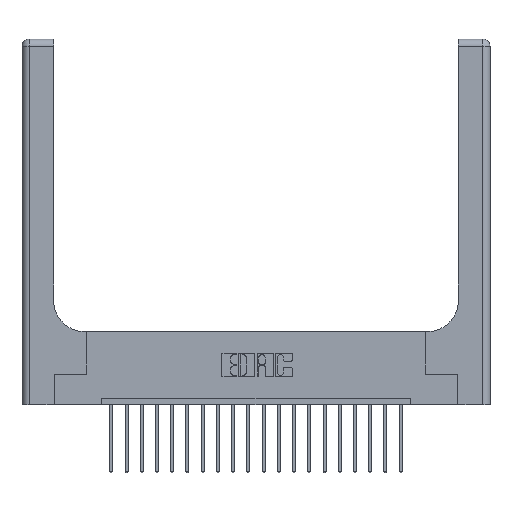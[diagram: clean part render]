
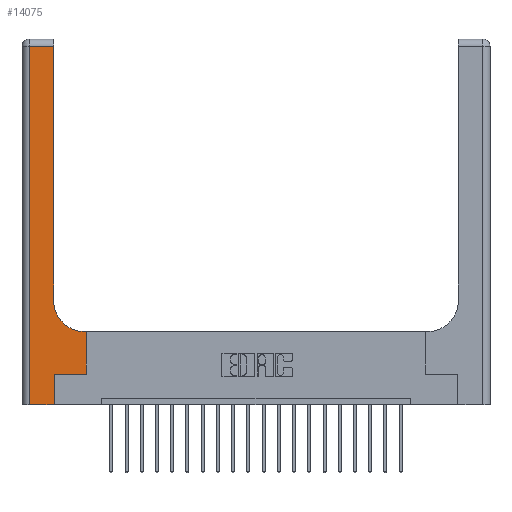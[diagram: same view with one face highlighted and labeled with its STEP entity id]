
A CAD part, top view. The second image highlights one B-rep face of the part: STEP entity #14075.
In plain terms, the highlighted planar face has unit normal (0, 0, 1).
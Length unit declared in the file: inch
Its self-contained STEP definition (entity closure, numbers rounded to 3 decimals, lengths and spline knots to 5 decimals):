
#268 = EDGE_CURVE ( 'NONE', #17171, #8636, #3288, .T. ) ;
#338 = DIRECTION ( 'NONE',  ( 1., 0., 0. ) ) ;
#407 = VECTOR ( 'NONE', #3577, 39.37008 ) ;
#464 = ORIENTED_EDGE ( 'NONE', *, *, #20083, .T. ) ;
#570 = EDGE_LOOP ( 'NONE', ( #1348, #1779, #20164, #4881, #464, #11963, #19920, #14747, #18392 ) ) ;
#634 = PLANE ( 'NONE',  #10340 ) ;
#994 = DIRECTION ( 'NONE',  ( -1., 0., 0. ) ) ;
#1307 = LINE ( 'NONE', #7570, #9271 ) ;
#1348 = ORIENTED_EDGE ( 'NONE', *, *, #4155, .T. ) ;
#1779 = ORIENTED_EDGE ( 'NONE', *, *, #14616, .T. ) ;
#1829 = CARTESIAN_POINT ( 'NONE',  ( 0.06, 2.94, 0.37 ) ) ;
#1969 = CARTESIAN_POINT ( 'NONE',  ( 0.26, 3., 0.37 ) ) ;
#2112 = FACE_OUTER_BOUND ( 'NONE', #570, .T. ) ;
#2202 = AXIS2_PLACEMENT_3D ( 'NONE', #7926, #13128, #14600 ) ;
#2594 = VECTOR ( 'NONE', #5371, 39.37008 ) ;
#3046 = VERTEX_POINT ( 'NONE', #17419 ) ;
#3288 = LINE ( 'NONE', #19445, #7289 ) ;
#3389 = DIRECTION ( 'NONE',  ( 1., 0., 0. ) ) ;
#3577 = DIRECTION ( 'NONE',  ( 0., 1., 0. ) ) ;
#3644 = LINE ( 'NONE', #5029, #16815 ) ;
#3817 = DIRECTION ( 'NONE',  ( -1., 0., 0. ) ) ;
#3930 = LINE ( 'NONE', #20081, #21006 ) ;
#4155 = EDGE_CURVE ( 'NONE', #20634, #15881, #6862, .T. ) ;
#4766 = CARTESIAN_POINT ( 'NONE',  ( 0.528, 0.6, 0.37 ) ) ;
#4881 = ORIENTED_EDGE ( 'NONE', *, *, #17140, .T. ) ;
#4985 = CARTESIAN_POINT ( 'NONE',  ( 0.265, 0.25, 0.37 ) ) ;
#5029 = CARTESIAN_POINT ( 'NONE',  ( 0., 0., 0.37 ) ) ;
#5171 = LINE ( 'NONE', #5274, #407 ) ;
#5274 = CARTESIAN_POINT ( 'NONE',  ( 0.528, 0.25, 0.37 ) ) ;
#5371 = DIRECTION ( 'NONE',  ( 0., 1., 0. ) ) ;
#5413 = DIRECTION ( 'NONE',  ( 0., 0., -1. ) ) ;
#6339 = CARTESIAN_POINT ( 'NONE',  ( 0.26, 2.94, 0.37 ) ) ;
#6862 = LINE ( 'NONE', #1969, #2594 ) ;
#7289 = VECTOR ( 'NONE', #12855, 39.37008 ) ;
#7410 = VERTEX_POINT ( 'NONE', #9396 ) ;
#7570 = CARTESIAN_POINT ( 'NONE',  ( 0.26, 0.6, 0.37 ) ) ;
#7926 = CARTESIAN_POINT ( 'NONE',  ( 0.51, 0.85, 0.37 ) ) ;
#8417 = VERTEX_POINT ( 'NONE', #19014 ) ;
#8636 = VERTEX_POINT ( 'NONE', #12394 ) ;
#9008 = EDGE_CURVE ( 'NONE', #15350, #20194, #5171, .T. ) ;
#9271 = VECTOR ( 'NONE', #994, 39.37008 ) ;
#9276 = LINE ( 'NONE', #12673, #20877 ) ;
#9396 = CARTESIAN_POINT ( 'NONE',  ( 0.265, 0.25, 0.37 ) ) ;
#9770 = LINE ( 'NONE', #4985, #13752 ) ;
#10340 = AXIS2_PLACEMENT_3D ( 'NONE', #16662, #5413, #3817 ) ;
#10833 = DIRECTION ( 'NONE',  ( 0., 1., 0. ) ) ;
#11963 = ORIENTED_EDGE ( 'NONE', *, *, #16727, .T. ) ;
#12394 = CARTESIAN_POINT ( 'NONE',  ( 0.06, 0., 0.37 ) ) ;
#12519 = CARTESIAN_POINT ( 'NONE',  ( 0.528, 0.25, 0.37 ) ) ;
#12527 = EDGE_CURVE ( 'NONE', #20194, #8417, #1307, .T. ) ;
#12673 = CARTESIAN_POINT ( 'NONE',  ( 0., 2.94, 0.37 ) ) ;
#12855 = DIRECTION ( 'NONE',  ( 0., -1., 0. ) ) ;
#13128 = DIRECTION ( 'NONE',  ( 0., 0., -1. ) ) ;
#13752 = VECTOR ( 'NONE', #3389, 39.37008 ) ;
#14075 = ADVANCED_FACE ( 'NONE', ( #2112 ), #634, .F. ) ;
#14600 = DIRECTION ( 'NONE',  ( 1., 0., 0. ) ) ;
#14616 = EDGE_CURVE ( 'NONE', #15881, #17171, #9276, .T. ) ;
#14747 = ORIENTED_EDGE ( 'NONE', *, *, #12527, .T. ) ;
#15350 = VERTEX_POINT ( 'NONE', #12519 ) ;
#15830 = EDGE_CURVE ( 'NONE', #8417, #20634, #19163, .T. ) ;
#15881 = VERTEX_POINT ( 'NONE', #6339 ) ;
#16662 = CARTESIAN_POINT ( 'NONE',  ( 0., 3., 0.37 ) ) ;
#16727 = EDGE_CURVE ( 'NONE', #7410, #15350, #9770, .T. ) ;
#16815 = VECTOR ( 'NONE', #338, 39.37008 ) ;
#17140 = EDGE_CURVE ( 'NONE', #8636, #3046, #3644, .T. ) ;
#17171 = VERTEX_POINT ( 'NONE', #1829 ) ;
#17419 = CARTESIAN_POINT ( 'NONE',  ( 0.265, 0., 0.37 ) ) ;
#18392 = ORIENTED_EDGE ( 'NONE', *, *, #15830, .T. ) ;
#19014 = CARTESIAN_POINT ( 'NONE',  ( 0.51, 0.6, 0.37 ) ) ;
#19163 = CIRCLE ( 'NONE', #2202, 0.25 ) ;
#19445 = CARTESIAN_POINT ( 'NONE',  ( 0.06, 3., 0.37 ) ) ;
#19920 = ORIENTED_EDGE ( 'NONE', *, *, #9008, .T. ) ;
#20081 = CARTESIAN_POINT ( 'NONE',  ( 0.265, 0., 0.37 ) ) ;
#20083 = EDGE_CURVE ( 'NONE', #3046, #7410, #3930, .T. ) ;
#20164 = ORIENTED_EDGE ( 'NONE', *, *, #268, .T. ) ;
#20194 = VERTEX_POINT ( 'NONE', #4766 ) ;
#20634 = VERTEX_POINT ( 'NONE', #20889 ) ;
#20877 = VECTOR ( 'NONE', #20972, 39.37008 ) ;
#20889 = CARTESIAN_POINT ( 'NONE',  ( 0.26, 0.85, 0.37 ) ) ;
#20972 = DIRECTION ( 'NONE',  ( -1., 0., 0. ) ) ;
#21006 = VECTOR ( 'NONE', #10833, 39.37008 ) ;
